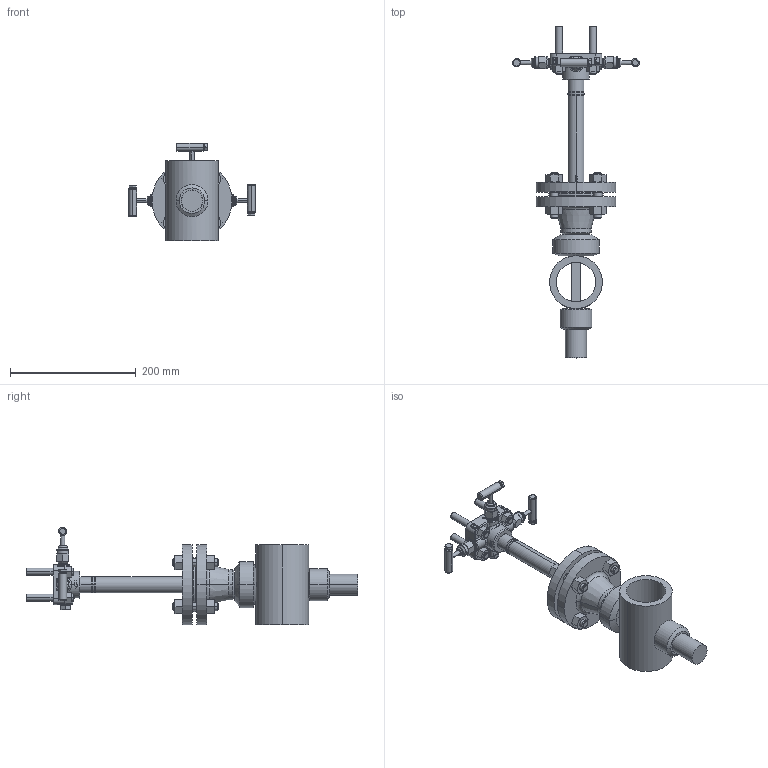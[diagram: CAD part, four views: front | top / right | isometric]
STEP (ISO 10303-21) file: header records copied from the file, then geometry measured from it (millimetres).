
FILE_DESCRIPTION((''),'2;1');
FILE_NAME('GC-485L025CCHFS1A1D03_SW0001','2014-11-05T',('johnarm'),('Rosemount Measurement Division'),'PRO/ENGINEER BY PARAMETRIC TECHNOLOGY CORPORATION, 2013430','PRO/ENGINEER BY PARAMETRIC TECHNOLOGY CORPORATION, 2013430','');
FILE_SCHEMA(('CONFIG_CONTROL_DESIGN'));
Length unit declared in the file: inch
Products named in the file (1): GC-485L025CCHFS1A1D03_SW0001
Bounding box: 201.32 x 527.51 x 154.64 mm (x, y, z)
Surface area: 285228.5 mm2 (no closed solid volume)
Topology: 0 solids, 60 shells, 859 faces, 2396 edges, 1594 vertices
Faces by surface type: cone 275, plane 259, cylinder 241, torus 60, sphere 14, bspline 10
Entity records: 30261 total; most frequent: CARTESIAN_POINT 8951, DIRECTION 4497, ORIENTED_EDGE 4111, EDGE_CURVE 2383, AXIS2_PLACEMENT_3D 1881, VERTEX_POINT 1594, CIRCLE 1032, EDGE_LOOP 967
